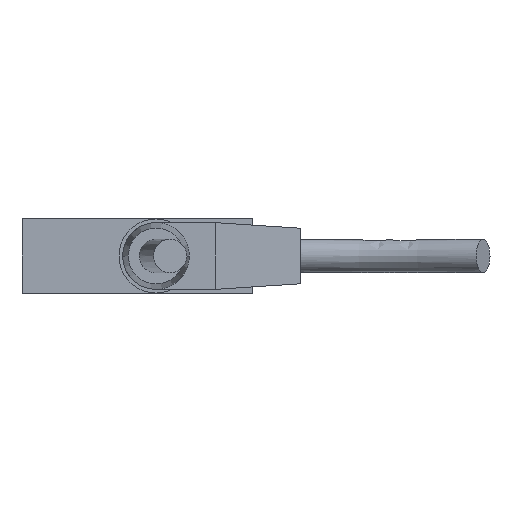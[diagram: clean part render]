
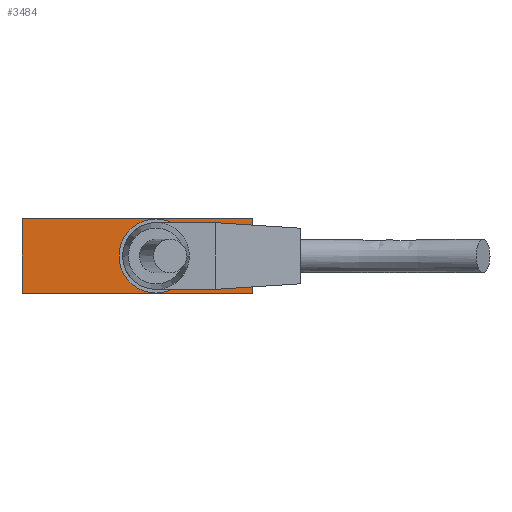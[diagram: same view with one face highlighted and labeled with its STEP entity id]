
A CAD part, left-side view. The second image highlights one B-rep face of the part: STEP entity #3484.
In plain terms, the highlighted planar face has unit normal (-1, 0, 0).
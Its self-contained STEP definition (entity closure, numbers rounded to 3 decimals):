
#174=CARTESIAN_POINT('',(-15.314,-13.257,4.0));
#175=VERTEX_POINT('',#174);
#191=CARTESIAN_POINT('',(-15.314,-13.257,6.0));
#192=VERTEX_POINT('',#191);
#199=CARTESIAN_POINT('',(-15.314,-13.257,5.0));
#200=DIRECTION('',(1.0,0.0,0.0));
#201=DIRECTION('',(0.0,0.0,-1.0));
#202=AXIS2_PLACEMENT_3D('',#199,#200,#201);
#203=CIRCLE('',#202,1.0);
#204=EDGE_CURVE('',#175,#192,#203,.T.);
#2972=CARTESIAN_POINT('',(-15.314,-13.257,5.0));
#2973=DIRECTION('',(1.0,0.0,0.0));
#2974=DIRECTION('',(0.0,0.0,-1.0));
#2975=AXIS2_PLACEMENT_3D('',#2972,#2973,#2974);
#2976=CIRCLE('',#2975,1.0);
#2977=EDGE_CURVE('',#192,#175,#2976,.T.);
#3424=CARTESIAN_POINT('',(-15.314,-26.257,10.0));
#3425=VERTEX_POINT('',#3424);
#3432=CARTESIAN_POINT('',(-15.314,-26.257,0.0));
#3433=VERTEX_POINT('',#3432);
#3434=CARTESIAN_POINT('',(-15.314,-26.257,0.0));
#3435=DIRECTION('',(0.0,0.0,1.0));
#3436=VECTOR('',#3435,10.0);
#3437=LINE('',#3434,#3436);
#3438=EDGE_CURVE('',#3433,#3425,#3437,.T.);
#3450=CARTESIAN_POINT('',(-15.314,-26.257,0.0));
#3451=DIRECTION('',(-1.0,0.0,0.0));
#3452=DIRECTION('',(0.0,0.0,1.0));
#3453=AXIS2_PLACEMENT_3D('',#3450,#3451,#3452);
#3454=PLANE('',#3453);
#3455=CARTESIAN_POINT('',(-15.314,4.843,10.0));
#3456=VERTEX_POINT('',#3455);
#3457=CARTESIAN_POINT('',(-15.314,-26.257,10.0));
#3458=DIRECTION('',(0.0,1.0,0.0));
#3459=VECTOR('',#3458,31.1);
#3460=LINE('',#3457,#3459);
#3461=EDGE_CURVE('',#3425,#3456,#3460,.T.);
#3462=ORIENTED_EDGE('',*,*,#3461,.T.);
#3463=CARTESIAN_POINT('',(-15.314,4.843,0.0));
#3464=VERTEX_POINT('',#3463);
#3465=CARTESIAN_POINT('',(-15.314,4.843,0.0));
#3466=DIRECTION('',(0.0,0.0,1.0));
#3467=VECTOR('',#3466,10.0);
#3468=LINE('',#3465,#3467);
#3469=EDGE_CURVE('',#3464,#3456,#3468,.T.);
#3470=ORIENTED_EDGE('',*,*,#3469,.F.);
#3471=CARTESIAN_POINT('',(-15.314,-26.257,0.0));
#3472=DIRECTION('',(0.0,1.0,0.0));
#3473=VECTOR('',#3472,31.1);
#3474=LINE('',#3471,#3473);
#3475=EDGE_CURVE('',#3433,#3464,#3474,.T.);
#3476=ORIENTED_EDGE('',*,*,#3475,.F.);
#3477=ORIENTED_EDGE('',*,*,#3438,.T.);
#3478=EDGE_LOOP('',(#3462,#3470,#3476,#3477));
#3479=FACE_OUTER_BOUND('',#3478,.T.);
#3480=ORIENTED_EDGE('',*,*,#2977,.T.);
#3481=ORIENTED_EDGE('',*,*,#204,.T.);
#3482=EDGE_LOOP('',(#3480,#3481));
#3483=FACE_BOUND('',#3482,.T.);
#3484=ADVANCED_FACE('',(#3479,#3483),#3454,.T.);
